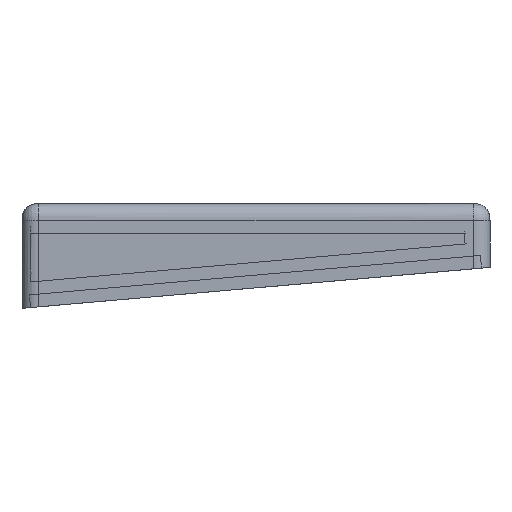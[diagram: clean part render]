
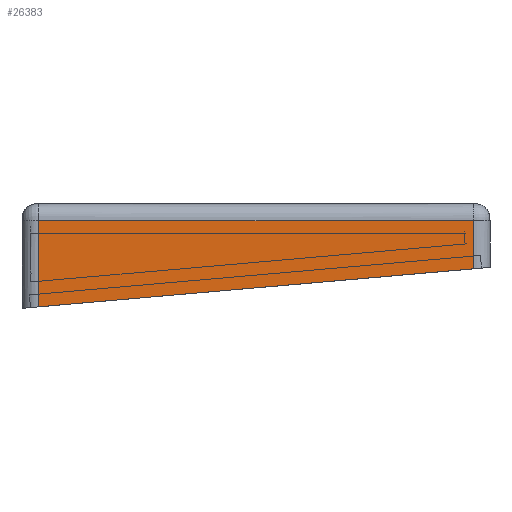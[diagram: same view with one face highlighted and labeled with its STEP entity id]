
A CAD part, left-side view. The second image highlights one B-rep face of the part: STEP entity #26383.
In plain terms, the highlighted planar face has unit normal (-1, 0, 0).
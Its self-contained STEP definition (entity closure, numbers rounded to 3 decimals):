
#3546=FACE_OUTER_BOUND('',#5191,.T.);
#5191=EDGE_LOOP('',(#23613,#23614,#23615,#23616));
#5552=LINE('',#37514,#7934);
#7742=LINE('',#44699,#10124);
#7743=LINE('',#44701,#10125);
#7744=LINE('',#44702,#10126);
#7934=VECTOR('',#29561,10.);
#10124=VECTOR('',#36371,10.);
#10125=VECTOR('',#36372,10.);
#10126=VECTOR('',#36373,10.);
#10491=VERTEX_POINT('',#37500);
#10492=VERTEX_POINT('',#37513);
#12773=VERTEX_POINT('',#44698);
#12774=VERTEX_POINT('',#44700);
#13051=EDGE_CURVE('',#10491,#10492,#5552,.T.);
#16467=EDGE_CURVE('',#10492,#12773,#7742,.T.);
#16468=EDGE_CURVE('',#12774,#10491,#7743,.T.);
#16469=EDGE_CURVE('',#12773,#12774,#7744,.T.);
#23613=ORIENTED_EDGE('',*,*,#16467,.F.);
#23614=ORIENTED_EDGE('',*,*,#13051,.F.);
#23615=ORIENTED_EDGE('',*,*,#16468,.F.);
#23616=ORIENTED_EDGE('',*,*,#16469,.F.);
#25121=PLANE('',#29030);
#26383=ADVANCED_FACE('',(#3546),#25121,.T.);
#29030=AXIS2_PLACEMENT_3D('',#44697,#36369,#36370);
#29561=DIRECTION('',(0.,0.996,-0.087));
#36369=DIRECTION('center_axis',(-1.,0.,0.));
#36370=DIRECTION('ref_axis',(0.,1.,0.));
#36371=DIRECTION('',(0.,0.,1.));
#36372=DIRECTION('',(0.,0.,-1.));
#36373=DIRECTION('',(0.,-1.,0.));
#37500=CARTESIAN_POINT('',(27.291,1.288,-15.35));
#37513=CARTESIAN_POINT('',(27.291,103.488,-24.291));
#37514=CARTESIAN_POINT('',(27.291,51.736,-19.764));
#44697=CARTESIAN_POINT('Origin',(27.291,-2.713,0.));
#44698=CARTESIAN_POINT('',(27.291,103.488,-4.));
#44699=CARTESIAN_POINT('',(27.291,103.488,0.));
#44700=CARTESIAN_POINT('',(27.291,1.288,-4.));
#44701=CARTESIAN_POINT('',(27.291,1.288,0.));
#44702=CARTESIAN_POINT('',(27.291,24.838,-4.));
